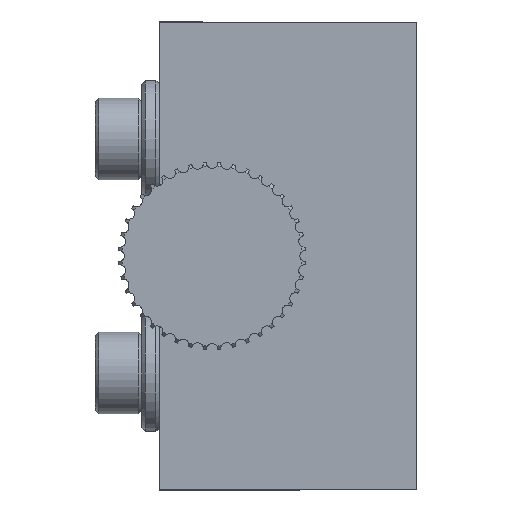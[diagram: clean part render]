
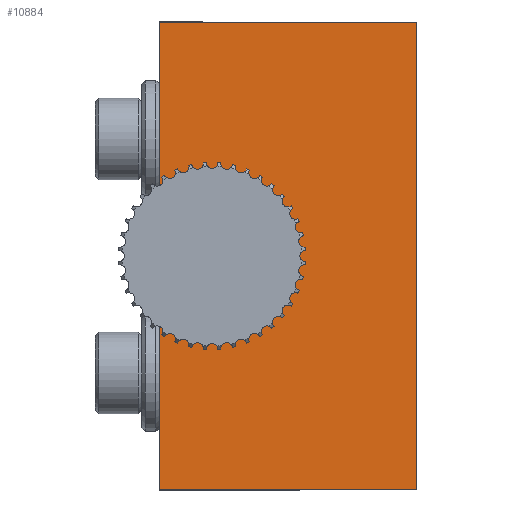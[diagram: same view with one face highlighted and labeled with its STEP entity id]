
A CAD part, left-side view. The second image highlights one B-rep face of the part: STEP entity #10884.
In plain terms, the highlighted planar face has unit normal (-1, 0, 0).
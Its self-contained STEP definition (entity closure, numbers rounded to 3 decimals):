
#8 = DIRECTION ( 'NONE',  ( 1., 0., 0. ) ) ;
#55 = VECTOR ( 'NONE', #7352, 1000. ) ;
#59 = EDGE_CURVE ( 'NONE', #2158, #2329, #2114, .T. ) ;
#253 = DIRECTION ( 'NONE',  ( 0., -1., 0. ) ) ;
#298 = VERTEX_POINT ( 'NONE', #3556 ) ;
#394 = LINE ( 'NONE', #4109, #5423 ) ;
#460 = VERTEX_POINT ( 'NONE', #9498 ) ;
#760 = PLANE ( 'NONE',  #8291 ) ;
#961 = CARTESIAN_POINT ( 'NONE',  ( 0., 22., -40. ) ) ;
#1606 = LINE ( 'NONE', #8094, #9596 ) ;
#1774 = CARTESIAN_POINT ( 'NONE',  ( 0., 22., 0. ) ) ;
#1992 = EDGE_CURVE ( 'NONE', #9660, #11274, #4248, .T. ) ;
#2114 = LINE ( 'NONE', #3966, #5872 ) ;
#2158 = VERTEX_POINT ( 'NONE', #961 ) ;
#2329 = VERTEX_POINT ( 'NONE', #8454 ) ;
#2487 = EDGE_CURVE ( 'NONE', #9660, #2329, #1606, .T. ) ;
#2612 = CARTESIAN_POINT ( 'NONE',  ( 0., 22., -40. ) ) ;
#2627 = DIRECTION ( 'NONE',  ( 0., 0., 1. ) ) ;
#2689 = FACE_OUTER_BOUND ( 'NONE', #2768, .T. ) ;
#2768 = EDGE_LOOP ( 'NONE', ( #4091, #7714, #9109, #4929, #9419, #9805, #7972, #8606 ) ) ;
#2833 = CARTESIAN_POINT ( 'NONE',  ( 0., 17.5, -17.75 ) ) ;
#2835 = CARTESIAN_POINT ( 'NONE',  ( 0., 22., -17.75 ) ) ;
#3365 = CARTESIAN_POINT ( 'NONE',  ( 0., 22., 0. ) ) ;
#3456 = LINE ( 'NONE', #2612, #10021 ) ;
#3522 = AXIS2_PLACEMENT_3D ( 'NONE', #10451, #8, #8571 ) ;
#3556 = CARTESIAN_POINT ( 'NONE',  ( 0., 22., -17.75 ) ) ;
#3696 = CARTESIAN_POINT ( 'NONE',  ( 0., 22., -22.25 ) ) ;
#3711 = CARTESIAN_POINT ( 'NONE',  ( 0., 22., -40. ) ) ;
#3769 = DIRECTION ( 'NONE',  ( -1., 0., 0. ) ) ;
#3835 = VERTEX_POINT ( 'NONE', #5623 ) ;
#3872 = EDGE_CURVE ( 'NONE', #3835, #2158, #3456, .T. ) ;
#3966 = CARTESIAN_POINT ( 'NONE',  ( 0., 11., -40. ) ) ;
#4091 = ORIENTED_EDGE ( 'NONE', *, *, #2487, .F. ) ;
#4109 = CARTESIAN_POINT ( 'NONE',  ( 0., 22., -40. ) ) ;
#4248 = LINE ( 'NONE', #3365, #6506 ) ;
#4683 = DIRECTION ( 'NONE',  ( 0., -1., 0. ) ) ;
#4929 = ORIENTED_EDGE ( 'NONE', *, *, #7756, .T. ) ;
#5423 = VECTOR ( 'NONE', #9851, 1000. ) ;
#5452 = CARTESIAN_POINT ( 'NONE',  ( 0., 0., 0. ) ) ;
#5623 = CARTESIAN_POINT ( 'NONE',  ( 0., 22., -22.25 ) ) ;
#5872 = VECTOR ( 'NONE', #253, 1000. ) ;
#6214 = LINE ( 'NONE', #3696, #55 ) ;
#6506 = VECTOR ( 'NONE', #8048, 1000. ) ;
#6532 = VERTEX_POINT ( 'NONE', #2833 ) ;
#7352 = DIRECTION ( 'NONE',  ( 0., 1., 0. ) ) ;
#7477 = DIRECTION ( 'NONE',  ( 0., 0., -1. ) ) ;
#7714 = ORIENTED_EDGE ( 'NONE', *, *, #1992, .T. ) ;
#7756 = EDGE_CURVE ( 'NONE', #298, #6532, #8296, .T. ) ;
#7972 = ORIENTED_EDGE ( 'NONE', *, *, #3872, .T. ) ;
#8048 = DIRECTION ( 'NONE',  ( 0., 1., 0. ) ) ;
#8094 = CARTESIAN_POINT ( 'NONE',  ( 0., 0., -40. ) ) ;
#8291 = AXIS2_PLACEMENT_3D ( 'NONE', #3711, #3769, #2627 ) ;
#8296 = LINE ( 'NONE', #2835, #9330 ) ;
#8454 = CARTESIAN_POINT ( 'NONE',  ( 0., 0., -40. ) ) ;
#8571 = DIRECTION ( 'NONE',  ( 0., 0., 1. ) ) ;
#8606 = ORIENTED_EDGE ( 'NONE', *, *, #59, .T. ) ;
#9097 = CIRCLE ( 'NONE', #3522, 2.25 ) ;
#9109 = ORIENTED_EDGE ( 'NONE', *, *, #9462, .T. ) ;
#9330 = VECTOR ( 'NONE', #4683, 1000. ) ;
#9419 = ORIENTED_EDGE ( 'NONE', *, *, #10571, .T. ) ;
#9462 = EDGE_CURVE ( 'NONE', #11274, #298, #394, .T. ) ;
#9498 = CARTESIAN_POINT ( 'NONE',  ( 0., 17.5, -22.25 ) ) ;
#9596 = VECTOR ( 'NONE', #7477, 1000. ) ;
#9660 = VERTEX_POINT ( 'NONE', #5452 ) ;
#9805 = ORIENTED_EDGE ( 'NONE', *, *, #11276, .T. ) ;
#9851 = DIRECTION ( 'NONE',  ( 0., 0., -1. ) ) ;
#10021 = VECTOR ( 'NONE', #11742, 1000. ) ;
#10451 = CARTESIAN_POINT ( 'NONE',  ( 0., 17.5, -20. ) ) ;
#10571 = EDGE_CURVE ( 'NONE', #6532, #460, #9097, .T. ) ;
#10884 = ADVANCED_FACE ( 'NONE', ( #2689 ), #760, .T. ) ;
#11274 = VERTEX_POINT ( 'NONE', #1774 ) ;
#11276 = EDGE_CURVE ( 'NONE', #460, #3835, #6214, .T. ) ;
#11742 = DIRECTION ( 'NONE',  ( 0., 0., -1. ) ) ;
